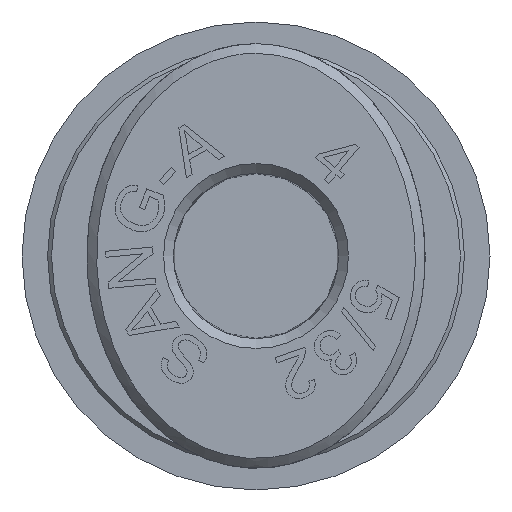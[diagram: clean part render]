
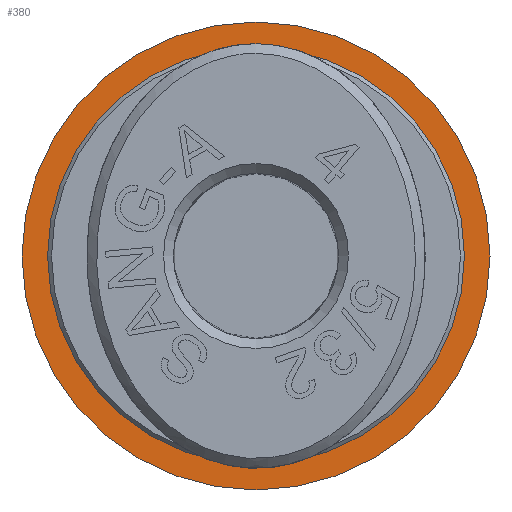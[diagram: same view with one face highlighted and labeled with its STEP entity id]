
A CAD part, left-side view. The second image highlights one B-rep face of the part: STEP entity #380.
In plain terms, the highlighted planar face has unit normal (-1, 0, 0).
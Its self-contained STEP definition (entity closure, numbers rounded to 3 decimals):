
#200=CARTESIAN_POINT('',(-11.5,-5.95,0.0));
#201=VERTEX_POINT('',#200);
#202=CARTESIAN_POINT('',(-11.5,0.,0.0));
#203=DIRECTION('',(-1.0,0.0,0.0));
#204=DIRECTION('',(0.0,-1.0,0.0));
#205=AXIS2_PLACEMENT_3D('',#202,#203,#204);
#206=CIRCLE('',#205,5.95);
#207=EDGE_CURVE('',#201,#201,#206,.T.);
#311=CARTESIAN_POINT('',(-11.5,-2.1,0.0));
#312=VERTEX_POINT('',#311);
#313=CARTESIAN_POINT('',(-11.5,0.,0.0));
#314=DIRECTION('',(1.0,0.0,0.0));
#315=DIRECTION('',(0.0,-1.0,0.0));
#316=AXIS2_PLACEMENT_3D('',#313,#314,#315);
#317=CIRCLE('',#316,2.1);
#318=EDGE_CURVE('',#312,#312,#317,.T.);
#369=CARTESIAN_POINT('',(-11.5,-2.975,0.0));
#370=DIRECTION('',(-1.0,0.0,0.0));
#371=DIRECTION('',(0.0,0.0,-1.0));
#372=AXIS2_PLACEMENT_3D('',#369,#370,#371);
#373=PLANE('',#372);
#374=ORIENTED_EDGE('',*,*,#207,.T.);
#375=EDGE_LOOP('',(#374));
#376=FACE_OUTER_BOUND('',#375,.T.);
#377=ORIENTED_EDGE('',*,*,#318,.T.);
#378=EDGE_LOOP('',(#377));
#379=FACE_BOUND('',#378,.T.);
#380=ADVANCED_FACE('',(#376,#379),#373,.T.);
